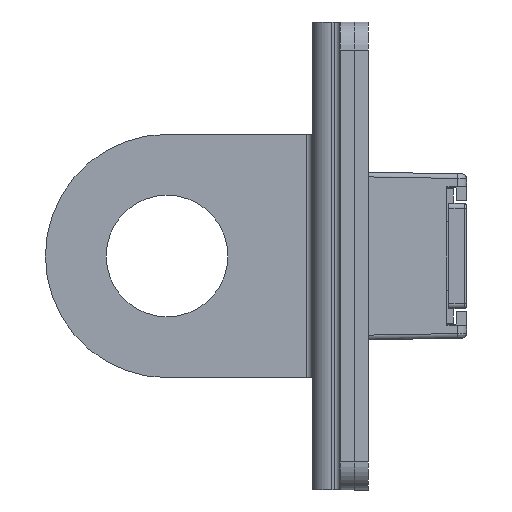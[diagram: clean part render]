
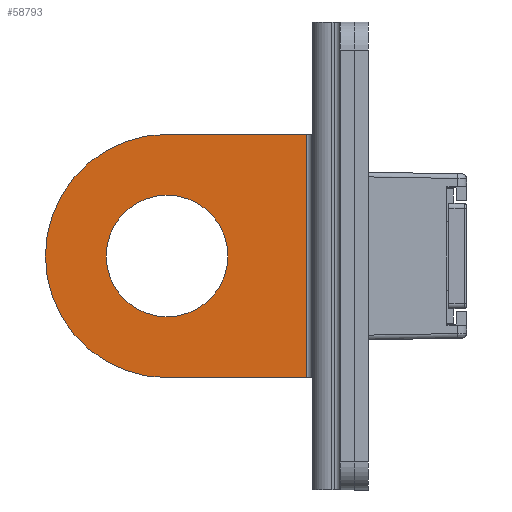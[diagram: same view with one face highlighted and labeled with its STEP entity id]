
A CAD part, left-side view. The second image highlights one B-rep face of the part: STEP entity #58793.
In plain terms, the highlighted planar face has unit normal (-1, 0, 0).
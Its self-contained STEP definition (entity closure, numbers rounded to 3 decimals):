
#55062 = VERTEX_POINT('',#55063);
#55063 = CARTESIAN_POINT('',(-13.,15.5,13.));
#55070 = CYLINDRICAL_SURFACE('',#55071,13.);
#55071 = AXIS2_PLACEMENT_3D('',#55072,#55073,#55074);
#55072 = CARTESIAN_POINT('',(-11.5,15.5,0.));
#55073 = DIRECTION('',(-1.,0.,0.));
#55074 = DIRECTION('',(0.,-1.,0.));
#55082 = PLANE('',#55083);
#55083 = AXIS2_PLACEMENT_3D('',#55084,#55085,#55086);
#55084 = CARTESIAN_POINT('',(-11.5,0.,13.));
#55085 = DIRECTION('',(0.,0.,-1.));
#55086 = DIRECTION('',(-1.,0.,0.));
#55128 = VERTEX_POINT('',#55129);
#55129 = CARTESIAN_POINT('',(-13.,15.5,-13.));
#55143 = PLANE('',#55144);
#55144 = AXIS2_PLACEMENT_3D('',#55145,#55146,#55147);
#55145 = CARTESIAN_POINT('',(-11.5,28.5,-13.));
#55146 = DIRECTION('',(0.,0.,1.));
#55147 = DIRECTION('',(1.,0.,0.));
#55155 = EDGE_CURVE('',#55062,#55128,#55156,.T.);
#55156 = SURFACE_CURVE('',#55157,(#55162,#55169),.PCURVE_S1.);
#55157 = CIRCLE('',#55158,13.);
#55158 = AXIS2_PLACEMENT_3D('',#55159,#55160,#55161);
#55159 = CARTESIAN_POINT('',(-13.,15.5,0.));
#55160 = DIRECTION('',(-1.,0.,0.));
#55161 = DIRECTION('',(0.,-1.,0.));
#55162 = PCURVE('',#55070,#55163);
#55163 = DEFINITIONAL_REPRESENTATION('',(#55164),#55168);
#55164 = LINE('',#55165,#55166);
#55165 = CARTESIAN_POINT('',(0.,1.5));
#55166 = VECTOR('',#55167,1.);
#55167 = DIRECTION('',(1.,0.));
#55168 = ( GEOMETRIC_REPRESENTATION_CONTEXT(2) 
PARAMETRIC_REPRESENTATION_CONTEXT() REPRESENTATION_CONTEXT('2D SPACE',''
  ) );
#55169 = PCURVE('',#55170,#55175);
#55170 = PLANE('',#55171);
#55171 = AXIS2_PLACEMENT_3D('',#55172,#55173,#55174);
#55172 = CARTESIAN_POINT('',(-13.,0.,0.)
  );
#55173 = DIRECTION('',(-1.,0.,0.));
#55174 = DIRECTION('',(0.,-1.,0.));
#55175 = DEFINITIONAL_REPRESENTATION('',(#55176),#55180);
#55176 = CIRCLE('',#55177,13.);
#55177 = AXIS2_PLACEMENT_2D('',#55178,#55179);
#55178 = CARTESIAN_POINT('',(-15.5,0.));
#55179 = DIRECTION('',(1.,0.));
#55180 = ( GEOMETRIC_REPRESENTATION_CONTEXT(2) 
PARAMETRIC_REPRESENTATION_CONTEXT() REPRESENTATION_CONTEXT('2D SPACE',''
  ) );
#55824 = CYLINDRICAL_SURFACE('',#55825,0.6);
#55825 = AXIS2_PLACEMENT_3D('',#55826,#55827,#55828);
#55826 = CARTESIAN_POINT('',(-13.6,0.6,-13.));
#55827 = DIRECTION('',(-0.,0.,-1.));
#55828 = DIRECTION('',(1.,0.,0.));
#58454 = VERTEX_POINT('',#58455);
#58455 = CARTESIAN_POINT('',(-13.,0.6,13.));
#58527 = VERTEX_POINT('',#58528);
#58528 = CARTESIAN_POINT('',(-13.,0.6,-13.));
#58635 = EDGE_CURVE('',#58454,#58527,#58636,.T.);
#58636 = SURFACE_CURVE('',#58637,(#58641,#58648),.PCURVE_S1.);
#58637 = LINE('',#58638,#58639);
#58638 = CARTESIAN_POINT('',(-13.,0.6,13.));
#58639 = VECTOR('',#58640,1.);
#58640 = DIRECTION('',(0.,0.,-1.));
#58641 = PCURVE('',#55824,#58642);
#58642 = DEFINITIONAL_REPRESENTATION('',(#58643),#58647);
#58643 = LINE('',#58644,#58645);
#58644 = CARTESIAN_POINT('',(0.,-26.));
#58645 = VECTOR('',#58646,1.);
#58646 = DIRECTION('',(0.,1.));
#58647 = ( GEOMETRIC_REPRESENTATION_CONTEXT(2) 
PARAMETRIC_REPRESENTATION_CONTEXT() REPRESENTATION_CONTEXT('2D SPACE',''
  ) );
#58648 = PCURVE('',#55170,#58649);
#58649 = DEFINITIONAL_REPRESENTATION('',(#58650),#58654);
#58650 = LINE('',#58651,#58652);
#58651 = CARTESIAN_POINT('',(-0.6,13.));
#58652 = VECTOR('',#58653,1.);
#58653 = DIRECTION('',(0.,-1.));
#58654 = ( GEOMETRIC_REPRESENTATION_CONTEXT(2) 
PARAMETRIC_REPRESENTATION_CONTEXT() REPRESENTATION_CONTEXT('2D SPACE',''
  ) );
#58661 = EDGE_CURVE('',#58527,#55128,#58662,.T.);
#58662 = SURFACE_CURVE('',#58663,(#58667,#58674),.PCURVE_S1.);
#58663 = LINE('',#58664,#58665);
#58664 = CARTESIAN_POINT('',(-13.,28.5,-13.));
#58665 = VECTOR('',#58666,1.);
#58666 = DIRECTION('',(0.,1.,0.));
#58667 = PCURVE('',#55143,#58668);
#58668 = DEFINITIONAL_REPRESENTATION('',(#58669),#58673);
#58669 = LINE('',#58670,#58671);
#58670 = CARTESIAN_POINT('',(-1.5,0.));
#58671 = VECTOR('',#58672,1.);
#58672 = DIRECTION('',(0.,1.));
#58673 = ( GEOMETRIC_REPRESENTATION_CONTEXT(2) 
PARAMETRIC_REPRESENTATION_CONTEXT() REPRESENTATION_CONTEXT('2D SPACE',''
  ) );
#58674 = PCURVE('',#55170,#58675);
#58675 = DEFINITIONAL_REPRESENTATION('',(#58676),#58680);
#58676 = LINE('',#58677,#58678);
#58677 = CARTESIAN_POINT('',(-28.5,-13.));
#58678 = VECTOR('',#58679,1.);
#58679 = DIRECTION('',(-1.,0.));
#58680 = ( GEOMETRIC_REPRESENTATION_CONTEXT(2) 
PARAMETRIC_REPRESENTATION_CONTEXT() REPRESENTATION_CONTEXT('2D SPACE',''
  ) );
#58730 = EDGE_CURVE('',#55062,#58454,#58731,.T.);
#58731 = SURFACE_CURVE('',#58732,(#58736,#58743),.PCURVE_S1.);
#58732 = LINE('',#58733,#58734);
#58733 = CARTESIAN_POINT('',(-13.,0.,13.));
#58734 = VECTOR('',#58735,1.);
#58735 = DIRECTION('',(0.,-1.,0.));
#58736 = PCURVE('',#55082,#58737);
#58737 = DEFINITIONAL_REPRESENTATION('',(#58738),#58742);
#58738 = LINE('',#58739,#58740);
#58739 = CARTESIAN_POINT('',(1.5,0.));
#58740 = VECTOR('',#58741,1.);
#58741 = DIRECTION('',(0.,-1.));
#58742 = ( GEOMETRIC_REPRESENTATION_CONTEXT(2) 
PARAMETRIC_REPRESENTATION_CONTEXT() REPRESENTATION_CONTEXT('2D SPACE',''
  ) );
#58743 = PCURVE('',#55170,#58744);
#58744 = DEFINITIONAL_REPRESENTATION('',(#58745),#58749);
#58745 = LINE('',#58746,#58747);
#58746 = CARTESIAN_POINT('',(0.,13.));
#58747 = VECTOR('',#58748,1.);
#58748 = DIRECTION('',(1.,0.));
#58749 = ( GEOMETRIC_REPRESENTATION_CONTEXT(2) 
PARAMETRIC_REPRESENTATION_CONTEXT() REPRESENTATION_CONTEXT('2D SPACE',''
  ) );
#58776 = CYLINDRICAL_SURFACE('',#58777,6.5);
#58777 = AXIS2_PLACEMENT_3D('',#58778,#58779,#58780);
#58778 = CARTESIAN_POINT('',(-21.5,15.5,0.));
#58779 = DIRECTION('',(1.,0.,0.));
#58780 = DIRECTION('',(0.,1.,0.));
#58793 = ADVANCED_FACE('',(#58794,#58844),#55170,.T.);
#58794 = FACE_BOUND('',#58795,.T.);
#58795 = EDGE_LOOP('',(#58796,#58822));
#58796 = ORIENTED_EDGE('',*,*,#58797,.F.);
#58797 = EDGE_CURVE('',#58798,#58800,#58802,.T.);
#58798 = VERTEX_POINT('',#58799);
#58799 = CARTESIAN_POINT('',(-13.,9.,0.));
#58800 = VERTEX_POINT('',#58801);
#58801 = CARTESIAN_POINT('',(-13.,22.,0.));
#58802 = SURFACE_CURVE('',#58803,(#58808,#58815),.PCURVE_S1.);
#58803 = CIRCLE('',#58804,6.5);
#58804 = AXIS2_PLACEMENT_3D('',#58805,#58806,#58807);
#58805 = CARTESIAN_POINT('',(-13.,15.5,0.));
#58806 = DIRECTION('',(-1.,0.,0.));
#58807 = DIRECTION('',(0.,-1.,0.));
#58808 = PCURVE('',#55170,#58809);
#58809 = DEFINITIONAL_REPRESENTATION('',(#58810),#58814);
#58810 = CIRCLE('',#58811,6.5);
#58811 = AXIS2_PLACEMENT_2D('',#58812,#58813);
#58812 = CARTESIAN_POINT('',(-15.5,0.));
#58813 = DIRECTION('',(1.,0.));
#58814 = ( GEOMETRIC_REPRESENTATION_CONTEXT(2) 
PARAMETRIC_REPRESENTATION_CONTEXT() REPRESENTATION_CONTEXT('2D SPACE',''
  ) );
#58815 = PCURVE('',#58776,#58816);
#58816 = DEFINITIONAL_REPRESENTATION('',(#58817),#58821);
#58817 = LINE('',#58818,#58819);
#58818 = CARTESIAN_POINT('',(3.142,8.5));
#58819 = VECTOR('',#58820,1.);
#58820 = DIRECTION('',(-1.,0.));
#58821 = ( GEOMETRIC_REPRESENTATION_CONTEXT(2) 
PARAMETRIC_REPRESENTATION_CONTEXT() REPRESENTATION_CONTEXT('2D SPACE',''
  ) );
#58822 = ORIENTED_EDGE('',*,*,#58823,.F.);
#58823 = EDGE_CURVE('',#58800,#58798,#58824,.T.);
#58824 = SURFACE_CURVE('',#58825,(#58830,#58837),.PCURVE_S1.);
#58825 = CIRCLE('',#58826,6.5);
#58826 = AXIS2_PLACEMENT_3D('',#58827,#58828,#58829);
#58827 = CARTESIAN_POINT('',(-13.,15.5,0.));
#58828 = DIRECTION('',(-1.,0.,0.));
#58829 = DIRECTION('',(0.,-1.,0.));
#58830 = PCURVE('',#55170,#58831);
#58831 = DEFINITIONAL_REPRESENTATION('',(#58832),#58836);
#58832 = CIRCLE('',#58833,6.5);
#58833 = AXIS2_PLACEMENT_2D('',#58834,#58835);
#58834 = CARTESIAN_POINT('',(-15.5,0.));
#58835 = DIRECTION('',(1.,0.));
#58836 = ( GEOMETRIC_REPRESENTATION_CONTEXT(2) 
PARAMETRIC_REPRESENTATION_CONTEXT() REPRESENTATION_CONTEXT('2D SPACE',''
  ) );
#58837 = PCURVE('',#58776,#58838);
#58838 = DEFINITIONAL_REPRESENTATION('',(#58839),#58843);
#58839 = LINE('',#58840,#58841);
#58840 = CARTESIAN_POINT('',(9.425,8.5));
#58841 = VECTOR('',#58842,1.);
#58842 = DIRECTION('',(-1.,0.));
#58843 = ( GEOMETRIC_REPRESENTATION_CONTEXT(2) 
PARAMETRIC_REPRESENTATION_CONTEXT() REPRESENTATION_CONTEXT('2D SPACE',''
  ) );
#58844 = FACE_BOUND('',#58845,.T.);
#58845 = EDGE_LOOP('',(#58846,#58847,#58848,#58849));
#58846 = ORIENTED_EDGE('',*,*,#58730,.F.);
#58847 = ORIENTED_EDGE('',*,*,#55155,.T.);
#58848 = ORIENTED_EDGE('',*,*,#58661,.F.);
#58849 = ORIENTED_EDGE('',*,*,#58635,.F.);
